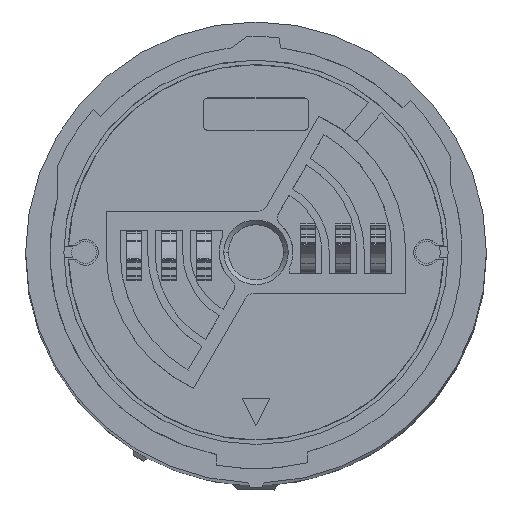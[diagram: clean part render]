
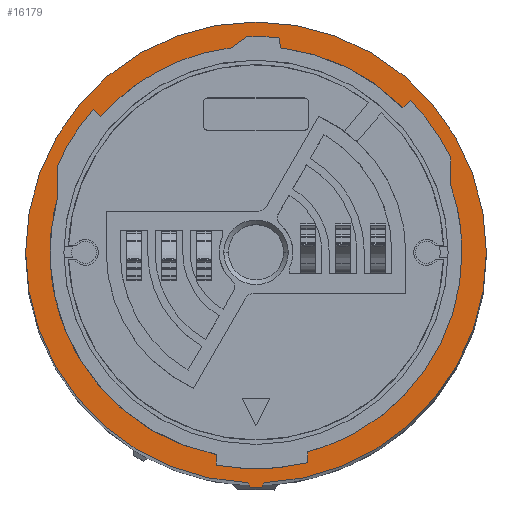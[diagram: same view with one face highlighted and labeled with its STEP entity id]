
A CAD part, top view. The second image highlights one B-rep face of the part: STEP entity #16179.
In plain terms, the highlighted planar face has unit normal (0, 0, 1).
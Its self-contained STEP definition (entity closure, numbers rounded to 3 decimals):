
#21 = CARTESIAN_POINT ( 'NONE',  ( 0., 0., 60. ) ) ;
#230 = ORIENTED_EDGE ( 'NONE', *, *, #657, .T. ) ;
#302 = VERTEX_POINT ( 'NONE', #15281 ) ;
#527 = CARTESIAN_POINT ( 'NONE',  ( 0., -20.85, 60. ) ) ;
#622 = DIRECTION ( 'NONE',  ( 0., 0., 1. ) ) ;
#657 = EDGE_CURVE ( 'NONE', #4802, #13398, #4856, .T. ) ;
#804 = DIRECTION ( 'NONE',  ( 1., 0., 0. ) ) ;
#870 = CARTESIAN_POINT ( 'NONE',  ( 0.898, -24.984, 60. ) ) ;
#1174 = CARTESIAN_POINT ( 'NONE',  ( -0.898, -24.984, 60. ) ) ;
#1239 = VERTEX_POINT ( 'NONE', #15213 ) ;
#2431 = LINE ( 'NONE', #4153, #12730 ) ;
#2698 = ORIENTED_EDGE ( 'NONE', *, *, #10120, .F. ) ;
#2697 = EDGE_CURVE ( 'NONE', #16336, #18997, #7538, .T. ) ;
#2795 = AXIS2_PLACEMENT_3D ( 'NONE', #6117, #2829, #12186 ) ;
#2829 = DIRECTION ( 'NONE',  ( 0., 0., -1. ) ) ;
#3152 = CARTESIAN_POINT ( 'NONE',  ( 0., 0., 60. ) ) ;
#3197 = CIRCLE ( 'NONE', #14678, 22.05 ) ;
#3253 = AXIS2_PLACEMENT_3D ( 'NONE', #3152, #6339, #18749 ) ;
#3306 = ORIENTED_EDGE ( 'NONE', *, *, #17867, .F. ) ;
#4153 = CARTESIAN_POINT ( 'NONE',  ( -2.464, -22.272, 60. ) ) ;
#4404 = LINE ( 'NONE', #7809, #10035 ) ;
#4802 = VERTEX_POINT ( 'NONE', #16527 ) ;
#4856 = LINE ( 'NONE', #6311, #11263 ) ;
#4922 = ORIENTED_EDGE ( 'NONE', *, *, #12053, .T. ) ;
#5026 = DIRECTION ( 'NONE',  ( 0., 0., -1. ) ) ;
#5620 = DIRECTION ( 'NONE',  ( 0., 0., 1. ) ) ;
#5771 = AXIS2_PLACEMENT_3D ( 'NONE', #527, #5026, #19186 ) ;
#6117 = CARTESIAN_POINT ( 'NONE',  ( 0., 0., 60. ) ) ;
#6311 = CARTESIAN_POINT ( 'NONE',  ( -0.6, -25.5, 60. ) ) ;
#6339 = DIRECTION ( 'NONE',  ( 0., 0., -1. ) ) ;
#6510 = EDGE_CURVE ( 'NONE', #18997, #14305, #13756, .T. ) ;
#6582 = FACE_OUTER_BOUND ( 'NONE', #11439, .T. ) ;
#6655 = EDGE_CURVE ( 'NONE', #20173, #1239, #19348, .T. ) ;
#6875 = CARTESIAN_POINT ( 'NONE',  ( 0., 0., 60. ) ) ;
#7240 = ORIENTED_EDGE ( 'NONE', *, *, #14767, .F. ) ;
#7417 = ORIENTED_EDGE ( 'NONE', *, *, #6655, .F. ) ;
#7538 = CIRCLE ( 'NONE', #19000, 22.05 ) ;
#7808 = DIRECTION ( 'NONE',  ( -1., 0., 0. ) ) ;
#7809 = CARTESIAN_POINT ( 'NONE',  ( 0.6, -25.5, 60. ) ) ;
#7916 = CARTESIAN_POINT ( 'NONE',  ( 0., 0., 60. ) ) ;
#8941 = CARTESIAN_POINT ( 'NONE',  ( 0.6, -25.5, 60. ) ) ;
#9655 = PLANE ( 'NONE',  #5771 ) ;
#10014 = CIRCLE ( 'NONE', #2795, 25. ) ;
#10035 = VECTOR ( 'NONE', #17254, 1000. ) ;
#10120 = EDGE_CURVE ( 'NONE', #302, #14089, #17696, .T. ) ;
#11263 = VECTOR ( 'NONE', #12576, 1000. ) ;
#11439 = EDGE_LOOP ( 'NONE', ( #7417, #4922, #230, #3306, #2698, #15592 ) ) ;
#11755 = ORIENTED_EDGE ( 'NONE', *, *, #2697, .F. ) ;
#12053 = EDGE_CURVE ( 'NONE', #20173, #4802, #2431, .T. ) ;
#12186 = DIRECTION ( 'NONE',  ( -1., 0., 0. ) ) ;
#12576 = DIRECTION ( 'NONE',  ( 1., 0., 0. ) ) ;
#12730 = VECTOR ( 'NONE', #13828, 1000. ) ;
#12747 = FACE_BOUND ( 'NONE', #14186, .T. ) ;
#13398 = VERTEX_POINT ( 'NONE', #8941 ) ;
#13738 = CARTESIAN_POINT ( 'NONE',  ( 0., 0., 60. ) ) ;
#13756 = CIRCLE ( 'NONE', #15714, 22.05 ) ;
#13828 = DIRECTION ( 'NONE',  ( 0.5, -0.866, 0. ) ) ;
#14089 = VERTEX_POINT ( 'NONE', #870 ) ;
#14186 = EDGE_LOOP ( 'NONE', ( #15024, #11755, #7240 ) ) ;
#14305 = VERTEX_POINT ( 'NONE', #18713 ) ;
#14368 = DIRECTION ( 'NONE',  ( 0., 0., -1. ) ) ;
#14678 = AXIS2_PLACEMENT_3D ( 'NONE', #21, #18791, #15220 ) ;
#14767 = EDGE_CURVE ( 'NONE', #14305, #16336, #3197, .T. ) ;
#15024 = ORIENTED_EDGE ( 'NONE', *, *, #6510, .F. ) ;
#15213 = CARTESIAN_POINT ( 'NONE',  ( -25., 0., 60. ) ) ;
#15220 = DIRECTION ( 'NONE',  ( 1., 0., 0. ) ) ;
#15281 = CARTESIAN_POINT ( 'NONE',  ( 25., 0., 60. ) ) ;
#15522 = EDGE_CURVE ( 'NONE', #1239, #302, #10014, .T. ) ;
#15592 = ORIENTED_EDGE ( 'NONE', *, *, #15522, .F. ) ;
#15714 = AXIS2_PLACEMENT_3D ( 'NONE', #13738, #5620, #804 ) ;
#16179 = ADVANCED_FACE ( 'NONE', ( #12747, #6582 ), #9655, .F. ) ;
#16213 = DIRECTION ( 'NONE',  ( 1., 0., 0. ) ) ;
#16336 = VERTEX_POINT ( 'NONE', #16729 ) ;
#16527 = CARTESIAN_POINT ( 'NONE',  ( -0.6, -25.5, 60. ) ) ;
#16729 = CARTESIAN_POINT ( 'NONE',  ( -10.571, 19.351, 60. ) ) ;
#17254 = DIRECTION ( 'NONE',  ( -0.5, -0.866, 0. ) ) ;
#17696 = CIRCLE ( 'NONE', #19655, 25. ) ;
#17867 = EDGE_CURVE ( 'NONE', #14089, #13398, #4404, .T. ) ;
#18713 = CARTESIAN_POINT ( 'NONE',  ( 22.05, 0., 60. ) ) ;
#18749 = DIRECTION ( 'NONE',  ( -1., 0., 0. ) ) ;
#18791 = DIRECTION ( 'NONE',  ( 0., 0., 1. ) ) ;
#18997 = VERTEX_POINT ( 'NONE', #19432 ) ;
#19000 = AXIS2_PLACEMENT_3D ( 'NONE', #6875, #622, #16213 ) ;
#19186 = DIRECTION ( 'NONE',  ( -1., 0., 0. ) ) ;
#19348 = CIRCLE ( 'NONE', #3253, 25. ) ;
#19432 = CARTESIAN_POINT ( 'NONE',  ( 10.571, -19.351, 60. ) ) ;
#19655 = AXIS2_PLACEMENT_3D ( 'NONE', #7916, #14368, #7808 ) ;
#20173 = VERTEX_POINT ( 'NONE', #1174 ) ;
